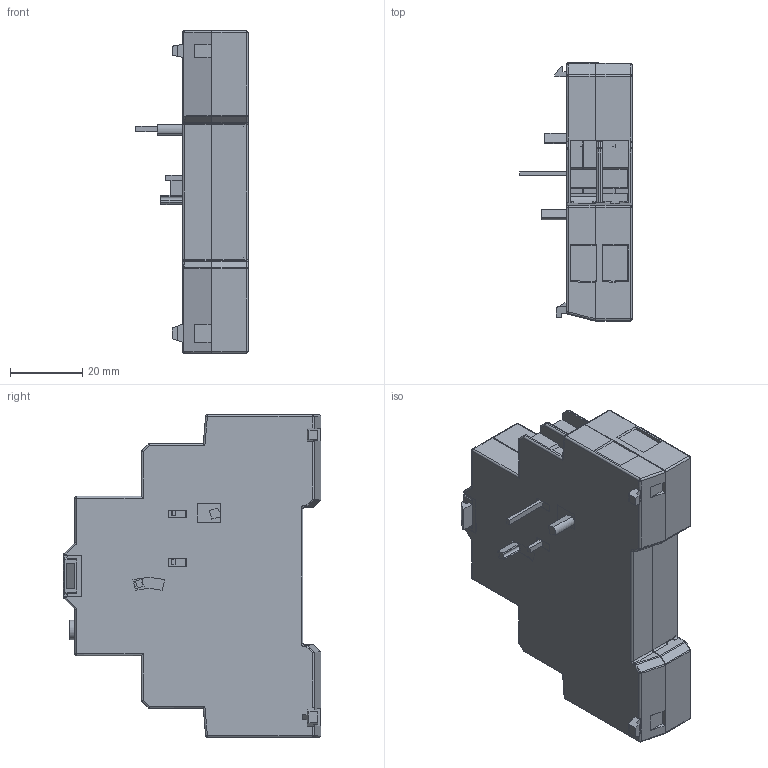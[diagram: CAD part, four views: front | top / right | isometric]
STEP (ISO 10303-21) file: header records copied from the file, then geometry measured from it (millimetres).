
FILE_DESCRIPTION (( 'STEP AP203' ), '1' );
FILE_NAME ('TSB.step', '2020-08-11T10:19:08', ( '' ), ( '' ), 'SwSTEP 2.0', 'SolidWorks 2019', '' );
FILE_SCHEMA (( 'CONFIG_CONTROL_DESIGN' ));
Products named in the file (1): TSB
Bounding box: 30.98 x 71.2 x 89 mm (x, y, z)
Volume: 83075.3 mm3; surface area: 24784.7 mm2
Topology: 8 solids, 8 shells, 1232 faces, 3478 edges, 2252 vertices
Faces by surface type: plane 870, cylinder 233, bspline 119, cone 10
Entity records: 42872 total; most frequent: CARTESIAN_POINT 12149, ORIENTED_EDGE 6956, DIRECTION 5577, EDGE_CURVE 3478, LINE 2661, VECTOR 2661, VERTEX_POINT 2252, AXIS2_PLACEMENT_3D 1458
